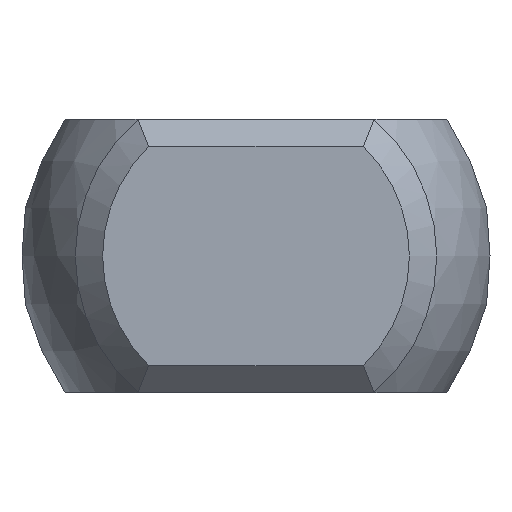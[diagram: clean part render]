
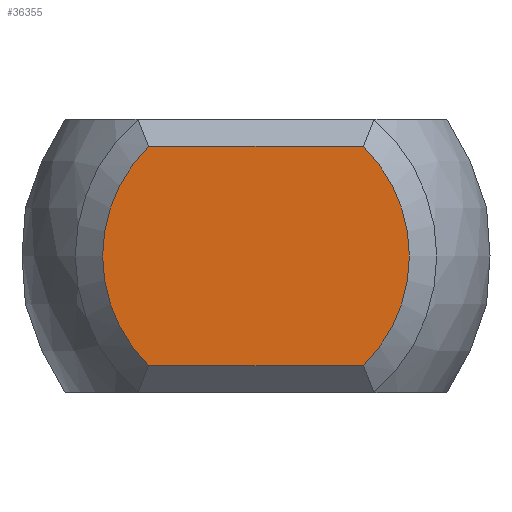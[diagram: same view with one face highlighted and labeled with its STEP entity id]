
A CAD part, left-side view. The second image highlights one B-rep face of the part: STEP entity #36355.
In plain terms, the highlighted planar face has unit normal (-1, 0, 0).
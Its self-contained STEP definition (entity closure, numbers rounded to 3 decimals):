
#34759 = PLANE('',#34760);
#34760 = AXIS2_PLACEMENT_3D('',#34761,#34762,#34763);
#34761 = CARTESIAN_POINT('',(-24.75,3.125,2.25));
#34762 = DIRECTION('',(-0.707,0.,0.707));
#34763 = DIRECTION('',(0.707,0.,0.707));
#35999 = EDGE_CURVE('',#36000,#36002,#36004,.T.);
#36000 = VERTEX_POINT('',#36001);
#36001 = CARTESIAN_POINT('',(-25.,-1.96,-2.));
#36002 = VERTEX_POINT('',#36003);
#36003 = CARTESIAN_POINT('',(-25.,1.96,-2.));
#36004 = SURFACE_CURVE('',#36005,(#36009,#36021),.PCURVE_S1.);
#36005 = LINE('',#36006,#36007);
#36006 = CARTESIAN_POINT('',(-25.,-3.125,-2.));
#36007 = VECTOR('',#36008,1.);
#36008 = DIRECTION('',(0.,1.,0.));
#36009 = PCURVE('',#36010,#36015);
#36010 = PLANE('',#36011);
#36011 = AXIS2_PLACEMENT_3D('',#36012,#36013,#36014);
#36012 = CARTESIAN_POINT('',(-24.75,-3.125,-2.25));
#36013 = DIRECTION('',(-0.707,0.,
    -0.707));
#36014 = DIRECTION('',(-0.707,0.,0.707));
#36015 = DEFINITIONAL_REPRESENTATION('',(#36016),#36020);
#36016 = LINE('',#36017,#36018);
#36017 = CARTESIAN_POINT('',(0.354,0.));
#36018 = VECTOR('',#36019,1.);
#36019 = DIRECTION('',(0.,1.));
#36020 = ( GEOMETRIC_REPRESENTATION_CONTEXT(2) 
PARAMETRIC_REPRESENTATION_CONTEXT() REPRESENTATION_CONTEXT('2D SPACE',''
  ) );
#36021 = PCURVE('',#36022,#36027);
#36022 = PLANE('',#36023);
#36023 = AXIS2_PLACEMENT_3D('',#36024,#36025,#36026);
#36024 = CARTESIAN_POINT('',(-25.,0.,0.));
#36025 = DIRECTION('',(1.,0.,0.));
#36026 = DIRECTION('',(0.,0.,-1.));
#36027 = DEFINITIONAL_REPRESENTATION('',(#36028),#36032);
#36028 = LINE('',#36029,#36030);
#36029 = CARTESIAN_POINT('',(2.,-3.125));
#36030 = VECTOR('',#36031,1.);
#36031 = DIRECTION('',(0.,1.));
#36032 = ( GEOMETRIC_REPRESENTATION_CONTEXT(2) 
PARAMETRIC_REPRESENTATION_CONTEXT() REPRESENTATION_CONTEXT('2D SPACE',''
  ) );
#36052 = CONICAL_SURFACE('',#36053,3.05,0.785);
#36053 = AXIS2_PLACEMENT_3D('',#36054,#36055,#36056);
#36054 = CARTESIAN_POINT('',(-24.75,0.,0.));
#36055 = DIRECTION('',(1.,0.,0.));
#36056 = DIRECTION('',(-0.,1.,0.));
#36102 = CONICAL_SURFACE('',#36103,3.05,0.785);
#36103 = AXIS2_PLACEMENT_3D('',#36104,#36105,#36106);
#36104 = CARTESIAN_POINT('',(-24.75,0.,0.));
#36105 = DIRECTION('',(1.,0.,0.));
#36106 = DIRECTION('',(0.,-1.,0.));
#36116 = EDGE_CURVE('',#36117,#36119,#36121,.T.);
#36117 = VERTEX_POINT('',#36118);
#36118 = CARTESIAN_POINT('',(-25.,1.96,2.));
#36119 = VERTEX_POINT('',#36120);
#36120 = CARTESIAN_POINT('',(-25.,-1.96,2.));
#36121 = SURFACE_CURVE('',#36122,(#36126,#36133),.PCURVE_S1.);
#36122 = LINE('',#36123,#36124);
#36123 = CARTESIAN_POINT('',(-25.,3.125,2.));
#36124 = VECTOR('',#36125,1.);
#36125 = DIRECTION('',(0.,-1.,0.));
#36126 = PCURVE('',#34759,#36127);
#36127 = DEFINITIONAL_REPRESENTATION('',(#36128),#36132);
#36128 = LINE('',#36129,#36130);
#36129 = CARTESIAN_POINT('',(-0.354,0.));
#36130 = VECTOR('',#36131,1.);
#36131 = DIRECTION('',(0.,-1.));
#36132 = ( GEOMETRIC_REPRESENTATION_CONTEXT(2) 
PARAMETRIC_REPRESENTATION_CONTEXT() REPRESENTATION_CONTEXT('2D SPACE',''
  ) );
#36133 = PCURVE('',#36022,#36134);
#36134 = DEFINITIONAL_REPRESENTATION('',(#36135),#36139);
#36135 = LINE('',#36136,#36137);
#36136 = CARTESIAN_POINT('',(-2.,3.125));
#36137 = VECTOR('',#36138,1.);
#36138 = DIRECTION('',(0.,-1.));
#36139 = ( GEOMETRIC_REPRESENTATION_CONTEXT(2) 
PARAMETRIC_REPRESENTATION_CONTEXT() REPRESENTATION_CONTEXT('2D SPACE',''
  ) );
#36212 = EDGE_CURVE('',#36119,#36000,#36213,.T.);
#36213 = SURFACE_CURVE('',#36214,(#36219,#36226),.PCURVE_S1.);
#36214 = CIRCLE('',#36215,2.8);
#36215 = AXIS2_PLACEMENT_3D('',#36216,#36217,#36218);
#36216 = CARTESIAN_POINT('',(-25.,0.,0.));
#36217 = DIRECTION('',(1.,0.,0.));
#36218 = DIRECTION('',(0.,-1.,0.));
#36219 = PCURVE('',#36102,#36220);
#36220 = DEFINITIONAL_REPRESENTATION('',(#36221),#36225);
#36221 = LINE('',#36222,#36223);
#36222 = CARTESIAN_POINT('',(-6.283,-0.25));
#36223 = VECTOR('',#36224,1.);
#36224 = DIRECTION('',(1.,0.));
#36225 = ( GEOMETRIC_REPRESENTATION_CONTEXT(2) 
PARAMETRIC_REPRESENTATION_CONTEXT() REPRESENTATION_CONTEXT('2D SPACE',''
  ) );
#36226 = PCURVE('',#36022,#36227);
#36227 = DEFINITIONAL_REPRESENTATION('',(#36228),#36232);
#36228 = CIRCLE('',#36229,2.8);
#36229 = AXIS2_PLACEMENT_2D('',#36230,#36231);
#36230 = CARTESIAN_POINT('',(0.,0.));
#36231 = DIRECTION('',(0.,-1.));
#36232 = ( GEOMETRIC_REPRESENTATION_CONTEXT(2) 
PARAMETRIC_REPRESENTATION_CONTEXT() REPRESENTATION_CONTEXT('2D SPACE',''
  ) );
#36238 = EDGE_CURVE('',#36002,#36117,#36239,.T.);
#36239 = SURFACE_CURVE('',#36240,(#36245,#36252),.PCURVE_S1.);
#36240 = CIRCLE('',#36241,2.8);
#36241 = AXIS2_PLACEMENT_3D('',#36242,#36243,#36244);
#36242 = CARTESIAN_POINT('',(-25.,0.,0.));
#36243 = DIRECTION('',(1.,0.,0.));
#36244 = DIRECTION('',(-0.,1.,0.));
#36245 = PCURVE('',#36052,#36246);
#36246 = DEFINITIONAL_REPRESENTATION('',(#36247),#36251);
#36247 = LINE('',#36248,#36249);
#36248 = CARTESIAN_POINT('',(0.,-0.25));
#36249 = VECTOR('',#36250,1.);
#36250 = DIRECTION('',(1.,0.));
#36251 = ( GEOMETRIC_REPRESENTATION_CONTEXT(2) 
PARAMETRIC_REPRESENTATION_CONTEXT() REPRESENTATION_CONTEXT('2D SPACE',''
  ) );
#36252 = PCURVE('',#36022,#36253);
#36253 = DEFINITIONAL_REPRESENTATION('',(#36254),#36258);
#36254 = CIRCLE('',#36255,2.8);
#36255 = AXIS2_PLACEMENT_2D('',#36256,#36257);
#36256 = CARTESIAN_POINT('',(0.,0.));
#36257 = DIRECTION('',(0.,1.));
#36258 = ( GEOMETRIC_REPRESENTATION_CONTEXT(2) 
PARAMETRIC_REPRESENTATION_CONTEXT() REPRESENTATION_CONTEXT('2D SPACE',''
  ) );
#36355 = ADVANCED_FACE('',(#36356),#36022,.F.);
#36356 = FACE_BOUND('',#36357,.T.);
#36357 = EDGE_LOOP('',(#36358,#36359,#36360,#36361));
#36358 = ORIENTED_EDGE('',*,*,#36116,.F.);
#36359 = ORIENTED_EDGE('',*,*,#36238,.F.);
#36360 = ORIENTED_EDGE('',*,*,#35999,.F.);
#36361 = ORIENTED_EDGE('',*,*,#36212,.F.);
